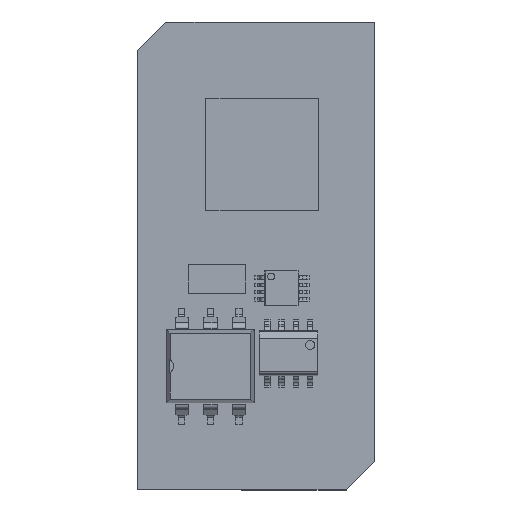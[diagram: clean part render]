
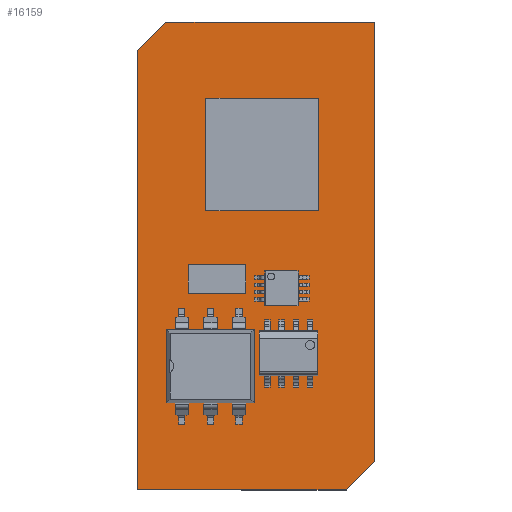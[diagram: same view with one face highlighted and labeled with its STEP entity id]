
A CAD part, top view. The second image highlights one B-rep face of the part: STEP entity #16159.
In plain terms, the highlighted planar face has unit normal (0, 0, 1).
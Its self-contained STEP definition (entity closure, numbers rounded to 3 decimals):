
#16019=CARTESIAN_POINT('',(-10.55,18.26,6.68));
#16020=VERTEX_POINT('',#16019);
#16027=CARTESIAN_POINT('',(-8.01,20.8,6.68));
#16028=VERTEX_POINT('',#16027);
#16029=CARTESIAN_POINT('',(-8.01,20.8,6.68));
#16030=DIRECTION('',(-0.707,-0.707,0.0));
#16031=VECTOR('',#16030,3.592);
#16032=LINE('',#16029,#16031);
#16033=EDGE_CURVE('',#16028,#16020,#16032,.T.);
#16059=CARTESIAN_POINT('',(10.55,-18.26,6.68));
#16060=VERTEX_POINT('',#16059);
#16067=CARTESIAN_POINT('',(8.01,-20.8,6.68));
#16068=VERTEX_POINT('',#16067);
#16069=CARTESIAN_POINT('',(8.01,-20.8,6.68));
#16070=DIRECTION('',(0.707,0.707,0.0));
#16071=VECTOR('',#16070,3.592);
#16072=LINE('',#16069,#16071);
#16073=EDGE_CURVE('',#16068,#16060,#16072,.T.);
#16122=CARTESIAN_POINT('',(0.,0.,6.68));
#16123=DIRECTION('',(0.0,0.0,1.0));
#16124=DIRECTION('',(1.0,0.0,0.0));
#16125=AXIS2_PLACEMENT_3D('',#16122,#16123,#16124);
#16126=PLANE('',#16125);
#16127=ORIENTED_EDGE('',*,*,#16033,.T.);
#16128=CARTESIAN_POINT('',(-10.55,-20.8,6.68));
#16129=VERTEX_POINT('',#16128);
#16130=CARTESIAN_POINT('',(-10.55,-20.8,6.68));
#16131=DIRECTION('',(0.0,1.0,0.0));
#16132=VECTOR('',#16131,39.06);
#16133=LINE('',#16130,#16132);
#16134=EDGE_CURVE('',#16129,#16020,#16133,.T.);
#16135=ORIENTED_EDGE('',*,*,#16134,.F.);
#16136=CARTESIAN_POINT('',(8.01,-20.8,6.68));
#16137=DIRECTION('',(-1.0,0.0,0.0));
#16138=VECTOR('',#16137,18.56);
#16139=LINE('',#16136,#16138);
#16140=EDGE_CURVE('',#16068,#16129,#16139,.T.);
#16141=ORIENTED_EDGE('',*,*,#16140,.F.);
#16142=ORIENTED_EDGE('',*,*,#16073,.T.);
#16143=CARTESIAN_POINT('',(10.55,20.8,6.68));
#16144=VERTEX_POINT('',#16143);
#16145=CARTESIAN_POINT('',(10.55,20.8,6.68));
#16146=DIRECTION('',(0.0,-1.0,0.0));
#16147=VECTOR('',#16146,39.06);
#16148=LINE('',#16145,#16147);
#16149=EDGE_CURVE('',#16144,#16060,#16148,.T.);
#16150=ORIENTED_EDGE('',*,*,#16149,.F.);
#16151=CARTESIAN_POINT('',(-8.01,20.8,6.68));
#16152=DIRECTION('',(1.0,0.0,0.0));
#16153=VECTOR('',#16152,18.56);
#16154=LINE('',#16151,#16153);
#16155=EDGE_CURVE('',#16028,#16144,#16154,.T.);
#16156=ORIENTED_EDGE('',*,*,#16155,.F.);
#16157=EDGE_LOOP('',(#16127,#16135,#16141,#16142,#16150,#16156));
#16158=FACE_OUTER_BOUND('',#16157,.T.);
#16159=ADVANCED_FACE('',(#16158),#16126,.T.);
